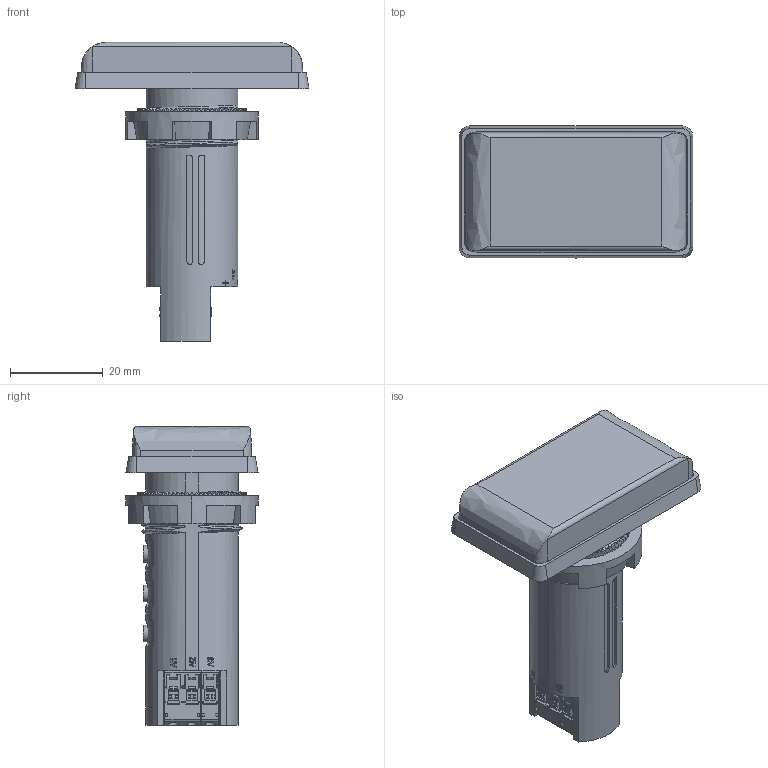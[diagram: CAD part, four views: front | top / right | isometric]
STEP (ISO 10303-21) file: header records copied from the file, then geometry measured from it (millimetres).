
FILE_DESCRIPTION (( 'STEP AP214' ), '1' );
FILE_NAME ('3D Ìîäåëü ÈÒÏ-16.Õ.STEP', '2018-05-08T13:32:58', ( '' ), ( '' ), 'SwSTEP 2.0', 'SolidWorks 2015', '' );
FILE_SCHEMA (( 'AUTOMOTIVE_DESIGN' ));
Length unit declared in the file: millimetre
Products named in the file (7): 扻錪犩; Êîðïóñ_Ù9 (ÈÒÏ-16); 3D Ìîäåëü ÈÒÏ-16.Õ; Óïëîòíèòåëü ÈÒÏ-16; Êîðïóñ Ù9 (ÈÒÏ-16); 冓踖樦_1; 冓踖樦_2
Assembly tree (8 placements, depth 2):
  3D Ìîäåëü ÈÒÏ-16.Õ
    Êîðïóñ Ù9 (ÈÒÏ-16)
    Êîðïóñ_Ù9 (ÈÒÏ-16)
    Óïëîòíèòåëü ÈÒÏ-16
    扻錪犩
    冓踖樦_2  x3
    冓踖樦_1
Bounding box: 50.5 x 28.5 x 64.6 mm (x, y, z)
Volume: 14841.2 mm3; surface area: 14466.3 mm2
Topology: 7 solids, 11 shells, 1724 faces, 4770 edges, 3116 vertices
Faces by surface type: plane 1062, cylinder 356, bspline 261, cone 28, torus 17
Entity records: 64767 total; most frequent: CARTESIAN_POINT 29535, ORIENTED_EDGE 6954, DIRECTION 4630, EDGE_CURVE 3480, VERTEX_POINT 2290, LINE 1782, VECTOR 1782, AXIS2_PLACEMENT_3D 1424
